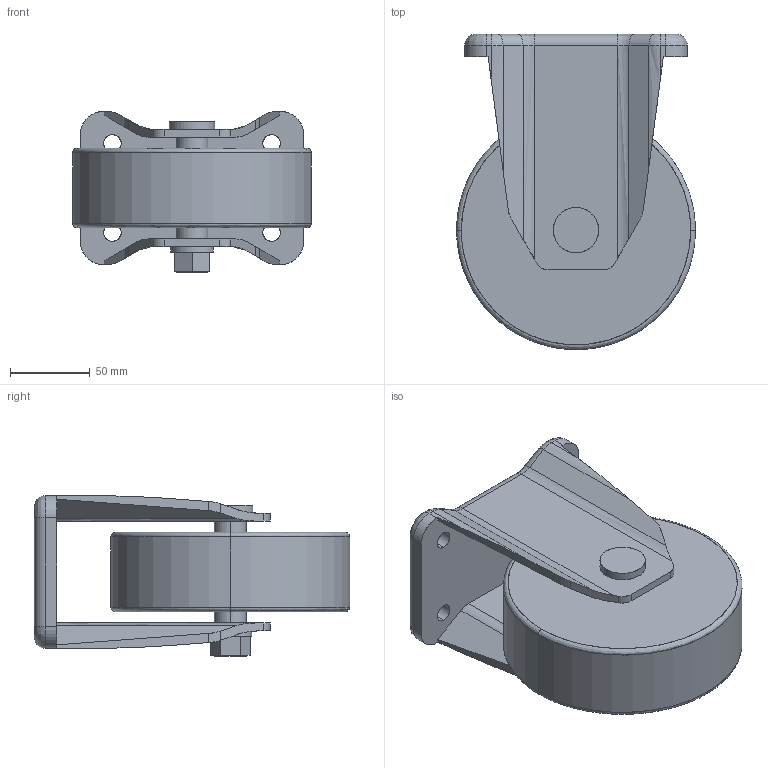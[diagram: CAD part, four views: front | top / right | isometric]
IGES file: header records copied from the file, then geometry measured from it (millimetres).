
Start section: SolidWorks IGES file using analytic representation for surfaces
Global section: file name: K-557YN-150.IGS,  ; native system: SolidWorks 2011; preprocessor: SolidWorks 2011; author: 1337yo; date: 120411.141927; units: millimetre
Bounding box: 150 x 198 x 101 mm (x, y, z)
Surface area: 139803.6 mm2 (no closed solid volume)
Topology: 0 solids, 0 shells, 114 faces, 1572 edges, 1572 vertices
Faces by surface type: bspline 58, revolution 56
